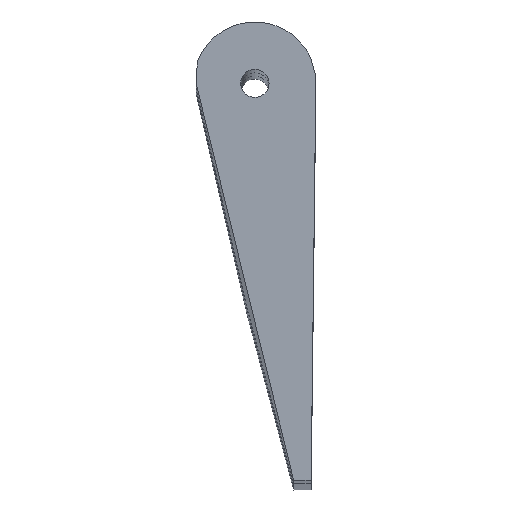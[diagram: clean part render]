
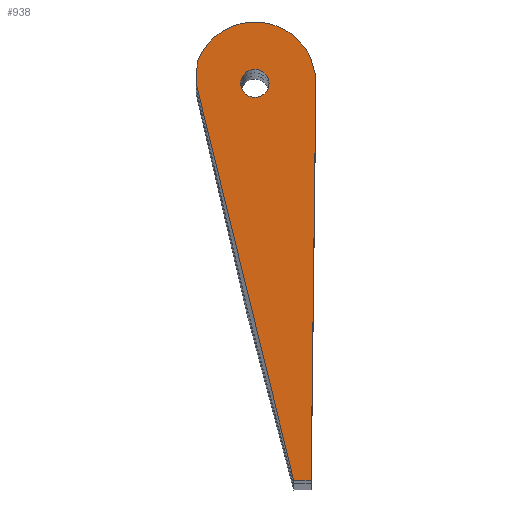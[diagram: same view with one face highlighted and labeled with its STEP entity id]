
A CAD part, top view. The second image highlights one B-rep face of the part: STEP entity #938.
In plain terms, the highlighted planar face has unit normal (0, 0, 1).
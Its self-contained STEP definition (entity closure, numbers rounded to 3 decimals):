
#45=FACE_BOUND('',#361,.T.);
#101=LINE('',#2568,#159);
#103=LINE('',#2595,#161);
#105=LINE('',#2599,#163);
#107=LINE('',#2626,#165);
#159=VECTOR('',#1224,10.);
#161=VECTOR('',#1228,10.);
#163=VECTOR('',#1232,10.);
#165=VECTOR('',#1236,10.);
#200=PLANE('',#1038);
#227=CIRCLE('',#1035,6.5);
#228=CIRCLE('',#1037,1.5);
#287=FACE_OUTER_BOUND('',#360,.T.);
#360=EDGE_LOOP('',(#858,#859,#860,#861,#862,#863,#864));
#361=EDGE_LOOP('',(#865));
#395=B_SPLINE_CURVE_WITH_KNOTS('',3,(#2586,#2587,#2588,#2589,#2590,#2591),
 .UNSPECIFIED.,.F.,.F.,(4,2,4),(-4.875,-2.311,-0.42),
 .UNSPECIFIED.);
#396=B_SPLINE_CURVE_WITH_KNOTS('',3,(#2614,#2615,#2616,#2617,#2618,#2619),
 .UNSPECIFIED.,.F.,.F.,(4,2,4),(-4.855,-2.755,-0.051),
 .UNSPECIFIED.);
#474=VERTEX_POINT('',#2565);
#475=VERTEX_POINT('',#2567);
#476=VERTEX_POINT('',#2585);
#477=VERTEX_POINT('',#2594);
#478=VERTEX_POINT('',#2598);
#479=VERTEX_POINT('',#2613);
#480=VERTEX_POINT('',#2625);
#481=VERTEX_POINT('',#2631);
#595=EDGE_CURVE('',#474,#475,#101,.T.);
#597=EDGE_CURVE('',#476,#475,#395,.T.);
#599=EDGE_CURVE('',#477,#476,#103,.T.);
#601=EDGE_CURVE('',#478,#477,#105,.T.);
#603=EDGE_CURVE('',#479,#478,#396,.T.);
#605=EDGE_CURVE('',#479,#480,#107,.T.);
#607=EDGE_CURVE('',#474,#480,#227,.T.);
#609=EDGE_CURVE('',#481,#481,#228,.T.);
#858=ORIENTED_EDGE('',*,*,#605,.F.);
#859=ORIENTED_EDGE('',*,*,#603,.T.);
#860=ORIENTED_EDGE('',*,*,#601,.T.);
#861=ORIENTED_EDGE('',*,*,#599,.T.);
#862=ORIENTED_EDGE('',*,*,#597,.T.);
#863=ORIENTED_EDGE('',*,*,#595,.F.);
#864=ORIENTED_EDGE('',*,*,#607,.T.);
#865=ORIENTED_EDGE('',*,*,#609,.T.);
#938=ADVANCED_FACE('',(#287,#45),#200,.T.);
#1035=AXIS2_PLACEMENT_3D('',#2629,#1240,#1241);
#1037=AXIS2_PLACEMENT_3D('',#2633,#1245,#1246);
#1038=AXIS2_PLACEMENT_3D('',#2634,#1247,#1248);
#1224=DIRECTION('',(0.269,-0.963,0.));
#1228=DIRECTION('',(0.,1.,0.));
#1232=DIRECTION('',(1.,0.,0.));
#1236=DIRECTION('',(0.058,0.998,0.));
#1240=DIRECTION('center_axis',(0.,0.,
1.));
#1241=DIRECTION('ref_axis',(0.907,0.421,0.));
#1245=DIRECTION('center_axis',(0.,0.,
-1.));
#1246=DIRECTION('ref_axis',(1.,0.,0.));
#1247=DIRECTION('center_axis',(0.,0.,
1.));
#1248=DIRECTION('ref_axis',(1.,0.,0.));
#2565=CARTESIAN_POINT('',(0.874,-5.267,-0.001));
#2567=CARTESIAN_POINT('',(1.437,-7.285,-0.001));
#2568=CARTESIAN_POINT('',(3.192,-13.573,-0.001));
#2585=CARTESIAN_POINT('',(0.932,-49.848,-0.001));
#2586=CARTESIAN_POINT('Ctrl Pts',(0.932,-49.848,-0.001));
#2587=CARTESIAN_POINT('Ctrl Pts',(0.969,-41.301,-0.001));
#2588=CARTESIAN_POINT('Ctrl Pts',(0.997,-36.986,-0.001));
#2589=CARTESIAN_POINT('Ctrl Pts',(1.181,-22.811,-0.001));
#2590=CARTESIAN_POINT('Ctrl Pts',(1.301,-14.857,-0.001));
#2591=CARTESIAN_POINT('Ctrl Pts',(1.437,-7.285,-0.001));
#2594=CARTESIAN_POINT('',(0.932,-50.,-0.001));
#2595=CARTESIAN_POINT('',(0.932,-50.,-0.001));
#2598=CARTESIAN_POINT('',(-0.912,-50.,-0.001));
#2599=CARTESIAN_POINT('',(-0.912,-50.,-0.001));
#2613=CARTESIAN_POINT('',(-11.247,-8.001,-0.001));
#2614=CARTESIAN_POINT('Ctrl Pts',(-11.247,-8.001,-0.001));
#2615=CARTESIAN_POINT('Ctrl Pts',(-9.709,-15.171,-0.001));
#2616=CARTESIAN_POINT('Ctrl Pts',(-8.035,-22.511,-0.001));
#2617=CARTESIAN_POINT('Ctrl Pts',(-4.436,-37.227,-0.001));
#2618=CARTESIAN_POINT('Ctrl Pts',(-3.271,-41.165,-0.001));
#2619=CARTESIAN_POINT('Ctrl Pts',(-0.912,-50.,
-0.001));
#2625=CARTESIAN_POINT('',(-11.114,-5.731,-0.001));
#2626=CARTESIAN_POINT('',(-11.734,-16.309,-0.001));
#2629=CARTESIAN_POINT('Origin',(-5.023,-8.,-0.001));
#2631=CARTESIAN_POINT('',(-6.523,-8.,-0.001));
#2633=CARTESIAN_POINT('Origin',(-5.023,-8.,-0.001));
#2634=CARTESIAN_POINT('Origin',(-5.671,-25.,-0.001));
